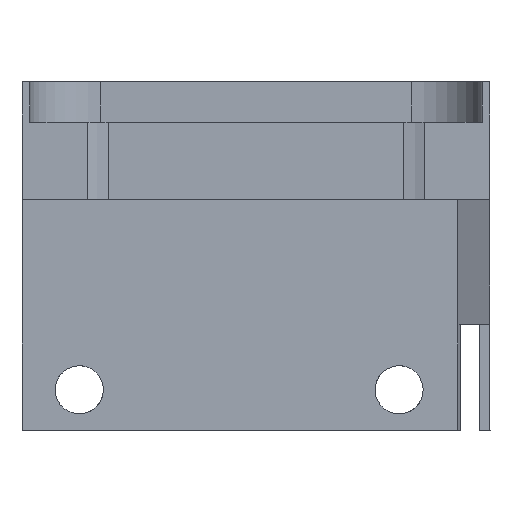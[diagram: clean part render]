
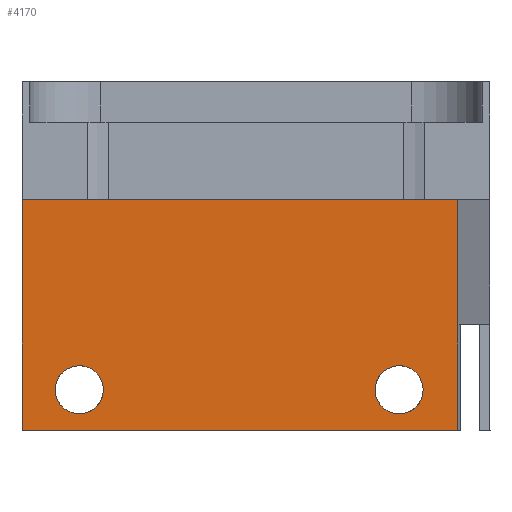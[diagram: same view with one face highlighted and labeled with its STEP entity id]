
A CAD part, front view. The second image highlights one B-rep face of the part: STEP entity #4170.
In plain terms, the highlighted planar face has unit normal (0, -1, 0).
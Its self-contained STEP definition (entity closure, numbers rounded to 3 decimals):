
#2728=CARTESIAN_POINT('POINT207',(-311.5,
   -30.,-195.));
#2729=VERTEX_POINT('VERTEX207',#2728);
#2736=CARTESIAN_POINT('POINT208',(-168.5,
   -30.,-195.));
#2737=VERTEX_POINT('VERTEX208',#2736);
#2738=CARTESIAN_POINT('POS297',(-240.,
   -30.,-195.));
#2739=DIRECTION('DIR435',(0.,-1.,
   0.));
#2740=DIRECTION('DIR436',(-1.,0.,
   0.));
#2741=AXIS2_PLACEMENT_3D('AXIS139',#2738,#2739,#2740);
#2742=CIRCLE('ELLIPSE79',#2741,71.5);
#2743=EDGE_CURVE('EDGE287',#2737,#2729,#2742,.F.);
#2776=CARTESIAN_POINT('POINT211',(-208.024,
   -30.,-131.048));
#2777=VERTEX_POINT('VERTEX211',#2776);
#2778=EDGE_CURVE('EDGE292',#2777,#2737,#2742,.F.);
#2780=EDGE_CURVE('EDGE293',#2729,#2777,#2742,.F.);
#2787=CARTESIAN_POINT('POINT213',(-1261.5,
   -30.,-195.));
#2788=VERTEX_POINT('VERTEX213',#2787);
#2795=CARTESIAN_POINT('POINT214',(-1118.5,
   -30.,-195.));
#2796=VERTEX_POINT('VERTEX214',#2795);
#2797=CARTESIAN_POINT('POS302',(-1190.,
   -30.,-195.));
#2798=DIRECTION('DIR443',(0.,-1.,
   0.));
#2799=DIRECTION('DIR444',(-1.,0.,
   0.));
#2800=AXIS2_PLACEMENT_3D('AXIS142',#2797,#2798,#2799);
#2801=CIRCLE('ELLIPSE81',#2800,71.5);
#2802=EDGE_CURVE('EDGE295',#2796,#2788,#2801,.F.);
#2835=CARTESIAN_POINT('POINT217',(-1158.024,
   -30.,-131.049));
#2836=VERTEX_POINT('VERTEX217',#2835);
#2837=EDGE_CURVE('EDGE300',#2836,#2796,#2801,.F.);
#2839=EDGE_CURVE('EDGE301',#2788,#2836,#2801,.F.);
#2887=CARTESIAN_POINT('POINT221',(-1360.,
   -30.,-315.));
#2888=VERTEX_POINT('VERTEX221',#2887);
#2905=CARTESIAN_POINT('POINT224',(-65.991,
   -30.,-315.));
#2906=VERTEX_POINT('VERTEX224',#2905);
#2913=CARTESIAN_POINT('POS312',(-732.996,
   -30.,-315.));
#2914=DIRECTION('DIR456',(1.,0.,
   0.));
#2915=VECTOR('VEC168',#2914,1.);
#2916=LINE('STRAIGHT168',#2913,#2915);
#2917=EDGE_CURVE('EDGE310',#2906,#2888,#2916,.F.);
#4114=CARTESIAN_POINT('POINT279',(-65.991,
   -30.,370.));
#4115=VERTEX_POINT('VERTEX279',#4114);
#4122=CARTESIAN_POINT('POS441',(-65.991,
   -30.,-325.));
#4123=DIRECTION('DIR639',(0.,0.,
   1.));
#4124=VECTOR('VEC243',#4123,1.);
#4125=LINE('STRAIGHT243',#4122,#4124);
#4126=EDGE_CURVE('EDGE414',#2906,#4115,#4125,.T.);
#4137=CARTESIAN_POINT('POINT280',(-1360.,
   -30.,370.));
#4138=VERTEX_POINT('VERTEX280',#4137);
#4139=CARTESIAN_POINT('POS443',(-1360.,
   -30.,-325.));
#4140=DIRECTION('DIR642',(0.,0.,
   -1.));
#4141=VECTOR('VEC244',#4140,1.);
#4142=LINE('STRAIGHT244',#4139,#4141);
#4143=EDGE_CURVE('EDGE415',#2888,#4138,#4142,.F.);
#4144=ORIENTED_EDGE('COEDGE767',*,*,#4143,.F.);
#4145=ORIENTED_EDGE('COEDGE768',*,*,#2917,.F.);
#4146=ORIENTED_EDGE('COEDGE769',*,*,#4126,.T.);
#4147=CARTESIAN_POINT('POS444',(-732.996,
   -30.,370.));
#4148=DIRECTION('DIR643',(-1.,0.,
   0.));
#4149=VECTOR('VEC245',#4148,1.);
#4150=LINE('STRAIGHT245',#4147,#4149);
#4151=EDGE_CURVE('EDGE416',#4138,#4115,#4150,.F.);
#4152=ORIENTED_EDGE('COEDGE770',*,*,#4151,.F.);
#4153=EDGE_LOOP('NONE',(#4144,#4145,#4146,#4152));
#4154=FACE_BOUND('LOOP1',#4153,.T.);
#4155=ORIENTED_EDGE('COEDGE771',*,*,#2837,.T.);
#4156=ORIENTED_EDGE('COEDGE772',*,*,#2802,.T.);
#4157=ORIENTED_EDGE('COEDGE773',*,*,#2839,.T.);
#4158=EDGE_LOOP('NONE',(#4155,#4156,#4157));
#4159=FACE_BOUND('LOOP1',#4158,.T.);
#4160=ORIENTED_EDGE('COEDGE774',*,*,#2778,.T.);
#4161=ORIENTED_EDGE('COEDGE775',*,*,#2743,.T.);
#4162=ORIENTED_EDGE('COEDGE776',*,*,#2780,.T.);
#4163=EDGE_LOOP('NONE',(#4160,#4161,#4162));
#4164=FACE_BOUND('LOOP1',#4163,.T.);
#4165=CARTESIAN_POINT('POS445',(-65.991,
   -30.,-325.));
#4166=DIRECTION('DIR644',(0.,-1.,
   0.));
#4167=DIRECTION('DIR645',(1.,0.,
   0.));
#4168=AXIS2_PLACEMENT_3D('AXIS200',#4165,#4166,#4167);
#4169=PLANE('PLANE58',#4168);
#4170=ADVANCED_FACE('FACE138',(#4154,#4159,#4164),#4169,.T.);
